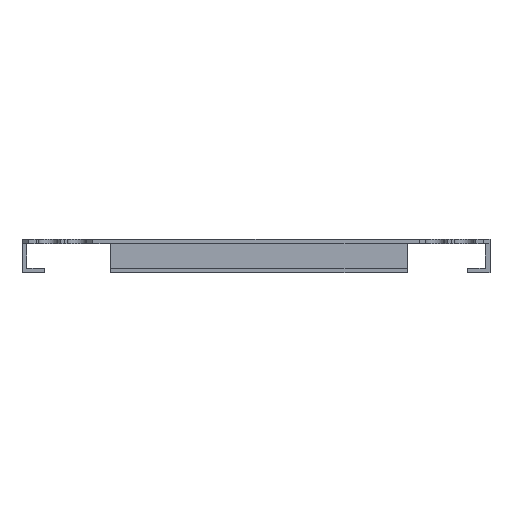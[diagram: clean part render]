
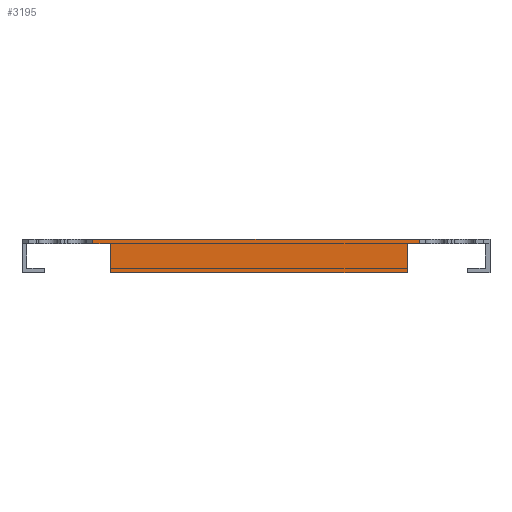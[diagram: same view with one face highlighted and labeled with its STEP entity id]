
A CAD part, front view. The second image highlights one B-rep face of the part: STEP entity #3195.
In plain terms, the highlighted planar face has unit normal (0, -1, 0).
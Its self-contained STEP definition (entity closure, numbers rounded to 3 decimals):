
#549=DIRECTION('',(1.,0.,0.));
#550=VECTOR('',#549,9.343);
#551=CARTESIAN_POINT('',(-461.5,-1045.,0.));
#552=LINE('',#551,#550);
#795=DIRECTION('',(-1.,0.,0.));
#796=VECTOR('',#795,173.);
#797=CARTESIAN_POINT('',(-288.5,-1045.,2.5));
#798=LINE('',#797,#796);
#1058=DIRECTION('',(-1.,0.,0.));
#1059=VECTOR('',#1058,6.397);
#1060=CARTESIAN_POINT('',(-288.5,-1045.,0.));
#1061=LINE('',#1060,#1059);
#1065=DIRECTION('',(0.,0.,-1.));
#1066=VECTOR('',#1065,15.5);
#1067=CARTESIAN_POINT('',(-294.897,-1045.,0.));
#1068=LINE('',#1067,#1066);
#1072=DIRECTION('',(-1.,0.,0.));
#1073=VECTOR('',#1072,157.26);
#1074=CARTESIAN_POINT('',(-294.897,-1045.,-15.5));
#1075=LINE('',#1074,#1073);
#1079=DIRECTION('',(0.,0.,-1.));
#1080=VECTOR('',#1079,15.5);
#1081=CARTESIAN_POINT('',(-452.157,-1045.,0.));
#1082=LINE('',#1081,#1080);
#1086=DIRECTION('',(0.,0.,1.));
#1087=VECTOR('',#1086,2.5);
#1088=CARTESIAN_POINT('',(-461.5,-1045.,0.));
#1089=LINE('',#1088,#1087);
#1100=DIRECTION('',(0.,0.,1.));
#1101=VECTOR('',#1100,2.5);
#1102=CARTESIAN_POINT('',(-288.5,-1045.,0.));
#1103=LINE('',#1102,#1101);
#2275=CARTESIAN_POINT('',(-461.5,-1045.,0.));
#2276=VERTEX_POINT('',#2275);
#2285=CARTESIAN_POINT('',(-461.5,-1045.,2.5));
#2286=VERTEX_POINT('',#2285);
#2387=CARTESIAN_POINT('',(-294.897,-1045.,-15.5));
#2388=VERTEX_POINT('',#2387);
#2397=CARTESIAN_POINT('',(-288.5,-1045.,0.));
#2399=VERTEX_POINT('',#2397);
#2469=CARTESIAN_POINT('',(-288.5,-1045.,2.5));
#2470=VERTEX_POINT('',#2469);
#2571=CARTESIAN_POINT('',(-452.157,-1045.,-15.5));
#2572=VERTEX_POINT('',#2571);
#2581=CARTESIAN_POINT('',(-452.157,-1045.,0.));
#2583=VERTEX_POINT('',#2581);
#2594=CARTESIAN_POINT('',(-294.897,-1045.,0.));
#2596=VERTEX_POINT('',#2594);
#3177=CARTESIAN_POINT('',(0.,-1045.,0.));
#3178=DIRECTION('',(0.,-1.,0.));
#3179=DIRECTION('',(0.,0.,-1.));
#3180=AXIS2_PLACEMENT_3D('',#3177,#3178,#3179);
#3181=PLANE('',#3180);
#3182=ORIENTED_EDGE('',*,*,#2914,.F.);
#3184=ORIENTED_EDGE('',*,*,#3183,.F.);
#3185=ORIENTED_EDGE('',*,*,#2606,.T.);
#3186=ORIENTED_EDGE('',*,*,#3122,.T.);
#3188=ORIENTED_EDGE('',*,*,#3187,.T.);
#3189=ORIENTED_EDGE('',*,*,#3147,.F.);
#3190=ORIENTED_EDGE('',*,*,#2742,.F.);
#3192=ORIENTED_EDGE('',*,*,#3191,.T.);
#3193=EDGE_LOOP('',(#3182,#3184,#3185,#3186,#3188,#3189,#3190,#3192));
#3194=FACE_OUTER_BOUND('',#3193,.F.);
#2606=EDGE_CURVE('',#2399,#2596,#1061,.T.);
#2742=EDGE_CURVE('',#2276,#2583,#552,.T.);
#2914=EDGE_CURVE('',#2470,#2286,#798,.T.);
#3122=EDGE_CURVE('',#2596,#2388,#1068,.T.);
#3147=EDGE_CURVE('',#2583,#2572,#1082,.T.);
#3183=EDGE_CURVE('',#2399,#2470,#1103,.T.);
#3187=EDGE_CURVE('',#2388,#2572,#1075,.T.);
#3191=EDGE_CURVE('',#2276,#2286,#1089,.T.);
#3195=ADVANCED_FACE('',(#3194),#3181,.T.);
